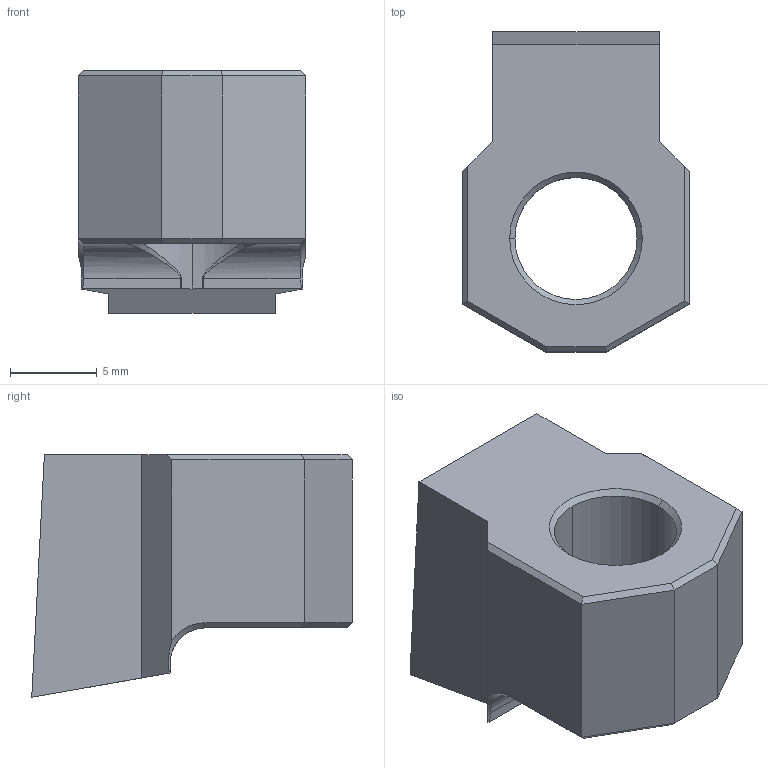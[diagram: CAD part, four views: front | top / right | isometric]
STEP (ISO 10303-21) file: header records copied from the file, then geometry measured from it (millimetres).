
FILE_DESCRIPTION (( 'STEP AP203' ), '1' );
FILE_NAME ('HIN-3_8-D10.STEP', '2023-07-27T09:56:18', ( 'TECNICO' ), ( '' ), 'SwSTEP 2.0', 'SolidWorks 2020', '' );
FILE_SCHEMA (( 'CONFIG_CONTROL_DESIGN' ));
Length unit declared in the file: millimetre
Products named in the file (1): HIN-3_8-D10
Bounding box: 13.1 x 18.5 x 14 mm (x, y, z)
Volume: 1844.6 mm3; surface area: 1207.1 mm2
Topology: 1 solids, 1 shells, 42 faces, 105 edges, 64 vertices
Faces by surface type: plane 27, cylinder 6, cone 5, torus 2, bspline 2
Entity records: 1946 total; most frequent: CARTESIAN_POINT 893, ORIENTED_EDGE 210, DIRECTION 190, EDGE_CURVE 105, VECTOR 70, LINE 70, VERTEX_POINT 64, AXIS2_PLACEMENT_3D 60
